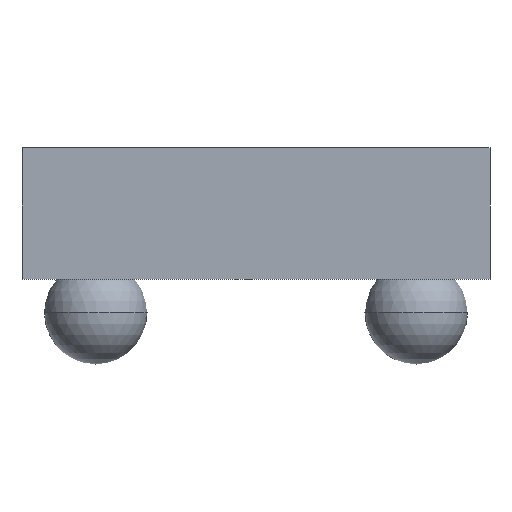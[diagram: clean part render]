
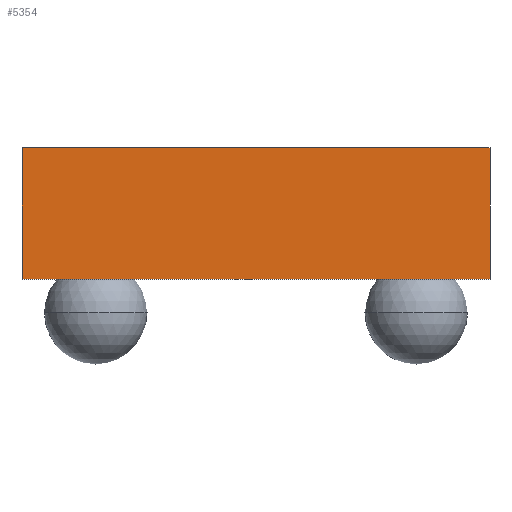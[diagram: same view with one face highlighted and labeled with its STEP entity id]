
A CAD part, front view. The second image highlights one B-rep face of the part: STEP entity #5354.
In plain terms, the highlighted planar face has unit normal (0, -1, 0).
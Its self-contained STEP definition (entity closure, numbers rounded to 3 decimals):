
#38 = LINE ( 'NONE', #6902, #4859 ) ;
#567 = DIRECTION ( 'NONE',  ( 0., 0., -1. ) ) ;
#586 = ORIENTED_EDGE ( 'NONE', *, *, #5178, .T. ) ;
#604 = VERTEX_POINT ( 'NONE', #2883 ) ;
#863 = CARTESIAN_POINT ( 'NONE',  ( 0., 0., 0.41 ) ) ;
#1193 = FACE_OUTER_BOUND ( 'NONE', #1592, .T. ) ;
#1436 = DIRECTION ( 'NONE',  ( 0., 0., 1. ) ) ;
#1469 = DIRECTION ( 'NONE',  ( 1., 0., 0. ) ) ;
#1592 = EDGE_LOOP ( 'NONE', ( #5792, #3624, #3974, #586 ) ) ;
#1720 = CARTESIAN_POINT ( 'NONE',  ( 1.46, 0., 0.41 ) ) ;
#1883 = CARTESIAN_POINT ( 'NONE',  ( 0., 0., 0.41 ) ) ;
#2288 = CARTESIAN_POINT ( 'NONE',  ( 1.46, 0., 0.41 ) ) ;
#2290 = VECTOR ( 'NONE', #3007, 1000. ) ;
#2343 = CARTESIAN_POINT ( 'NONE',  ( 0., 0., 0. ) ) ;
#2417 = LINE ( 'NONE', #2343, #7734 ) ;
#2769 = EDGE_CURVE ( 'NONE', #7084, #3529, #7787, .T. ) ;
#2883 = CARTESIAN_POINT ( 'NONE',  ( 0., 0., 0. ) ) ;
#3007 = DIRECTION ( 'NONE',  ( 0., 0., -1. ) ) ;
#3529 = VERTEX_POINT ( 'NONE', #4564 ) ;
#3624 = ORIENTED_EDGE ( 'NONE', *, *, #2769, .F. ) ;
#3974 = ORIENTED_EDGE ( 'NONE', *, *, #6421, .F. ) ;
#4050 = AXIS2_PLACEMENT_3D ( 'NONE', #1883, #7464, #1436 ) ;
#4275 = CARTESIAN_POINT ( 'NONE',  ( 0., 0., 0.41 ) ) ;
#4564 = CARTESIAN_POINT ( 'NONE',  ( 1.46, 0., 0. ) ) ;
#4859 = VECTOR ( 'NONE', #1469, 1000. ) ;
#5178 = EDGE_CURVE ( 'NONE', #7527, #604, #7266, .T. ) ;
#5354 = ADVANCED_FACE ( 'NONE', ( #1193 ), #6677, .F. ) ;
#5423 = DIRECTION ( 'NONE',  ( 1., 0., 0. ) ) ;
#5598 = VECTOR ( 'NONE', #567, 1000. ) ;
#5792 = ORIENTED_EDGE ( 'NONE', *, *, #6849, .T. ) ;
#6421 = EDGE_CURVE ( 'NONE', #7527, #7084, #38, .T. ) ;
#6677 = PLANE ( 'NONE',  #4050 ) ;
#6849 = EDGE_CURVE ( 'NONE', #604, #3529, #2417, .T. ) ;
#6902 = CARTESIAN_POINT ( 'NONE',  ( 0., 0., 0.41 ) ) ;
#7084 = VERTEX_POINT ( 'NONE', #2288 ) ;
#7266 = LINE ( 'NONE', #4275, #2290 ) ;
#7464 = DIRECTION ( 'NONE',  ( 0., 1., 0. ) ) ;
#7527 = VERTEX_POINT ( 'NONE', #863 ) ;
#7734 = VECTOR ( 'NONE', #5423, 1000. ) ;
#7787 = LINE ( 'NONE', #1720, #5598 ) ;
